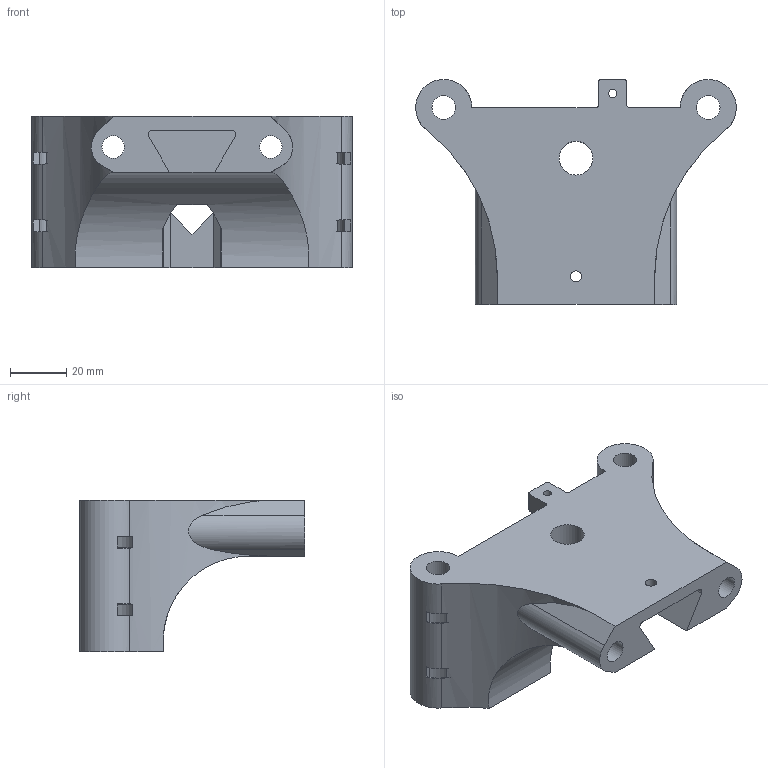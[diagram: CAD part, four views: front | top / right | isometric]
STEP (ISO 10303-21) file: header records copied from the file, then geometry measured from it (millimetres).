
FILE_DESCRIPTION(('FreeCAD Model'),'2;1');
FILE_NAME('ZcarrSpinWitbox.step','2015-05-12T14:19:33',( 'Author'),(''),'Open CASCADE STEP processor 6.8','FreeCAD','Unknown' );
FILE_SCHEMA(('AUTOMOTIVE_DESIGN_CC2 { 1 2 10303 214 -1 1 5 4 }'));
Length unit declared in the file: millimetre
Products named in the file (1): Zcarriage
Bounding box: 113.97 x 80 x 54 mm (x, y, z)
Volume: 155699.6 mm3; surface area: 39109.5 mm2
Topology: 1 solids, 1 shells, 132 faces, 418 edges, 274 vertices
Faces by surface type: plane 60, cylinder 52, sphere 10, cone 8, torus 2
Full cylindrical faces by diameter (mm): 2.9 x1, 3.8 x2, 4 x1, 8 x2, 8.4 x2, 12 x1, 15 x2
Entity records: 16528 total; most frequent: CARTESIAN_POINT 8491, DIRECTION 1455, LINE 856, VECTOR 856, ORIENTED_EDGE 832, PCURVE 832, DEFINITIONAL_REPRESENTATION 832, EDGE_CURVE 416
